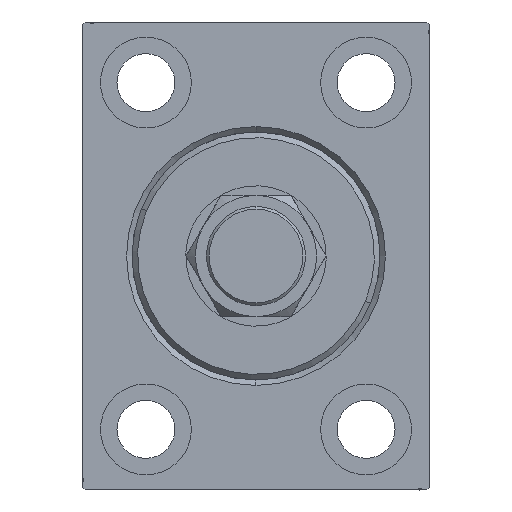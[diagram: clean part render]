
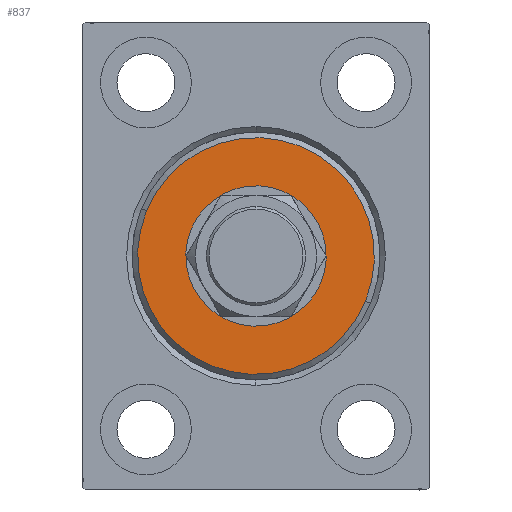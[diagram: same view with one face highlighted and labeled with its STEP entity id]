
A CAD part, left-side view. The second image highlights one B-rep face of the part: STEP entity #837.
In plain terms, the highlighted face is planar.
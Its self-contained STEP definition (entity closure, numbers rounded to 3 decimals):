
#837 = ADVANCED_FACE ( 'NONE', ( #36749, #33300 ), #11493, .T. ) ;
#2632 = DIRECTION ( 'NONE',  ( -1., 0., 0. ) ) ;
#2864 = CARTESIAN_POINT ( 'NONE',  ( 3., 0., 0. ) ) ;
#5094 = EDGE_CURVE ( 'NONE', #23903, #19880, #32012, .T. ) ;
#5293 = CARTESIAN_POINT ( 'NONE',  ( 3., 0., 0. ) ) ;
#7313 = DIRECTION ( 'NONE',  ( 0., 0., -1. ) ) ;
#8369 = AXIS2_PLACEMENT_3D ( 'NONE', #28438, #25900, #7313 ) ;
#9262 = EDGE_CURVE ( 'NONE', #34920, #10870, #36513, .T. ) ;
#9839 = AXIS2_PLACEMENT_3D ( 'NONE', #5293, #18614, #29179 ) ;
#10870 = VERTEX_POINT ( 'NONE', #39600 ) ;
#11493 = PLANE ( 'NONE',  #9839 ) ;
#13372 = EDGE_LOOP ( 'NONE', ( #38593, #16119 ) ) ;
#15123 = AXIS2_PLACEMENT_3D ( 'NONE', #29411, #43412, #39277 ) ;
#15876 = CIRCLE ( 'NONE', #15123, 21.5 ) ;
#16119 = ORIENTED_EDGE ( 'NONE', *, *, #28413, .T. ) ;
#16410 = DIRECTION ( 'NONE',  ( 0., 0., -1. ) ) ;
#18614 = DIRECTION ( 'NONE',  ( 1., 0., 0. ) ) ;
#18805 = AXIS2_PLACEMENT_3D ( 'NONE', #28813, #42816, #36386 ) ;
#18906 = AXIS2_PLACEMENT_3D ( 'NONE', #2864, #2632, #16410 ) ;
#19880 = VERTEX_POINT ( 'NONE', #42175 ) ;
#21141 = ORIENTED_EDGE ( 'NONE', *, *, #5094, .T. ) ;
#23562 = CARTESIAN_POINT ( 'NONE',  ( 3., 0., 21.5 ) ) ;
#23903 = VERTEX_POINT ( 'NONE', #23562 ) ;
#25900 = DIRECTION ( 'NONE',  ( -1., 0., 0. ) ) ;
#26083 = CARTESIAN_POINT ( 'NONE',  ( 3., 0., 12.75 ) ) ;
#28413 = EDGE_CURVE ( 'NONE', #10870, #34920, #32563, .T. ) ;
#28438 = CARTESIAN_POINT ( 'NONE',  ( 3., 0., 0. ) ) ;
#28813 = CARTESIAN_POINT ( 'NONE',  ( 3., 0., 0. ) ) ;
#29179 = DIRECTION ( 'NONE',  ( 0., 0., -1. ) ) ;
#29411 = CARTESIAN_POINT ( 'NONE',  ( 3., 0., 0. ) ) ;
#32012 = CIRCLE ( 'NONE', #18805, 21.5 ) ;
#32563 = CIRCLE ( 'NONE', #8369, 12.75 ) ;
#33300 = FACE_BOUND ( 'NONE', #13372, .T. ) ;
#33899 = EDGE_LOOP ( 'NONE', ( #21141, #36595 ) ) ;
#34314 = EDGE_CURVE ( 'NONE', #19880, #23903, #15876, .T. ) ;
#34920 = VERTEX_POINT ( 'NONE', #26083 ) ;
#36386 = DIRECTION ( 'NONE',  ( 0., 0., -1. ) ) ;
#36513 = CIRCLE ( 'NONE', #18906, 12.75 ) ;
#36595 = ORIENTED_EDGE ( 'NONE', *, *, #34314, .T. ) ;
#36749 = FACE_OUTER_BOUND ( 'NONE', #33899, .T. ) ;
#38593 = ORIENTED_EDGE ( 'NONE', *, *, #9262, .T. ) ;
#39277 = DIRECTION ( 'NONE',  ( 0., 0., -1. ) ) ;
#39600 = CARTESIAN_POINT ( 'NONE',  ( 3., 0., -12.75 ) ) ;
#42175 = CARTESIAN_POINT ( 'NONE',  ( 3., 0., -21.5 ) ) ;
#42816 = DIRECTION ( 'NONE',  ( 1., 0., 0. ) ) ;
#43412 = DIRECTION ( 'NONE',  ( 1., 0., 0. ) ) ;
